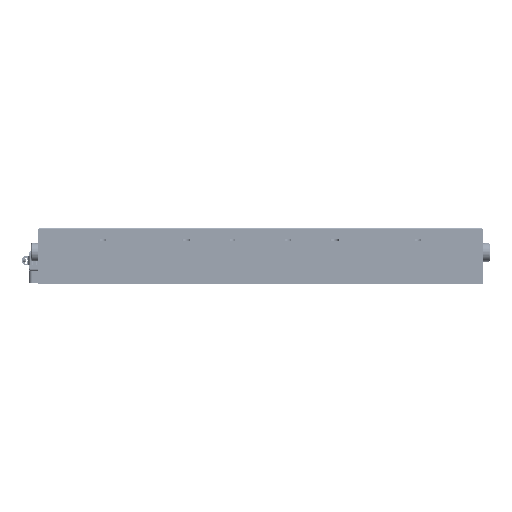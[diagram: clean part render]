
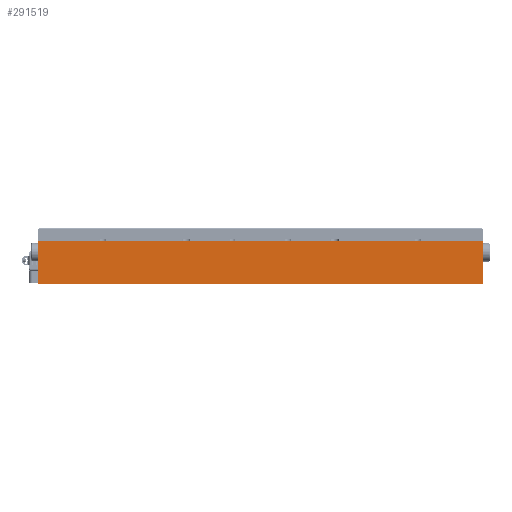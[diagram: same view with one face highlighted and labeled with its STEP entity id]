
A CAD part, top view. The second image highlights one B-rep face of the part: STEP entity #291519.
In plain terms, the highlighted planar face has unit normal (0, 0, 1).
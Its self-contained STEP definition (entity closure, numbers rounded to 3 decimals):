
#257 = VERTEX_POINT ( 'NONE', #282182 ) ;
#7332 = ORIENTED_EDGE ( 'NONE', *, *, #236298, .T. ) ;
#9125 = VERTEX_POINT ( 'NONE', #91848 ) ;
#19280 = VECTOR ( 'NONE', #220915, 1000. ) ;
#23652 = DIRECTION ( 'NONE',  ( 0., 0., -1. ) ) ;
#27426 = EDGE_LOOP ( 'NONE', ( #95462, #148169, #186393, #7332 ) ) ;
#41772 = PLANE ( 'NONE',  #69059 ) ;
#52686 = LINE ( 'NONE', #244946, #19280 ) ;
#63634 = VERTEX_POINT ( 'NONE', #199041 ) ;
#69059 = AXIS2_PLACEMENT_3D ( 'NONE', #229535, #23652, #207045 ) ;
#86764 = VERTEX_POINT ( 'NONE', #202339 ) ;
#91848 = CARTESIAN_POINT ( 'NONE',  ( -60., 11.5, 25. ) ) ;
#95462 = ORIENTED_EDGE ( 'NONE', *, *, #256367, .T. ) ;
#97363 = LINE ( 'NONE', #184618, #253462 ) ;
#100152 = DIRECTION ( 'NONE',  ( 0., -1., 0. ) ) ;
#102073 = LINE ( 'NONE', #121635, #106883 ) ;
#106883 = VECTOR ( 'NONE', #147191, 1000. ) ;
#121635 = CARTESIAN_POINT ( 'NONE',  ( -66.357, 11.5, 25. ) ) ;
#137857 = FACE_OUTER_BOUND ( 'NONE', #27426, .T. ) ;
#147191 = DIRECTION ( 'NONE',  ( 1., 0., 0. ) ) ;
#148169 = ORIENTED_EDGE ( 'NONE', *, *, #232847, .F. ) ;
#169514 = VECTOR ( 'NONE', #100152, 1000. ) ;
#172270 = CARTESIAN_POINT ( 'NONE',  ( 60., 5.5, 25. ) ) ;
#184618 = CARTESIAN_POINT ( 'NONE',  ( -60., 0., 25. ) ) ;
#186393 = ORIENTED_EDGE ( 'NONE', *, *, #269448, .F. ) ;
#189075 = DIRECTION ( 'NONE',  ( 1., 0., 0. ) ) ;
#199041 = CARTESIAN_POINT ( 'NONE',  ( 60., 0., 25. ) ) ;
#202339 = CARTESIAN_POINT ( 'NONE',  ( -60., 0., 25. ) ) ;
#207045 = DIRECTION ( 'NONE',  ( -1., 0., 0. ) ) ;
#220915 = DIRECTION ( 'NONE',  ( 0., -1., 0. ) ) ;
#229535 = CARTESIAN_POINT ( 'NONE',  ( -60., 5.5, 25. ) ) ;
#232847 = EDGE_CURVE ( 'NONE', #257, #63634, #241330, .T. ) ;
#236298 = EDGE_CURVE ( 'NONE', #9125, #86764, #52686, .T. ) ;
#241330 = LINE ( 'NONE', #172270, #169514 ) ;
#244946 = CARTESIAN_POINT ( 'NONE',  ( -60., 5.5, 25. ) ) ;
#253462 = VECTOR ( 'NONE', #189075, 1000. ) ;
#256367 = EDGE_CURVE ( 'NONE', #86764, #63634, #97363, .T. ) ;
#269448 = EDGE_CURVE ( 'NONE', #9125, #257, #102073, .T. ) ;
#282182 = CARTESIAN_POINT ( 'NONE',  ( 60., 11.5, 25. ) ) ;
#291519 = ADVANCED_FACE ( 'NONE', ( #137857 ), #41772, .F. ) ;
